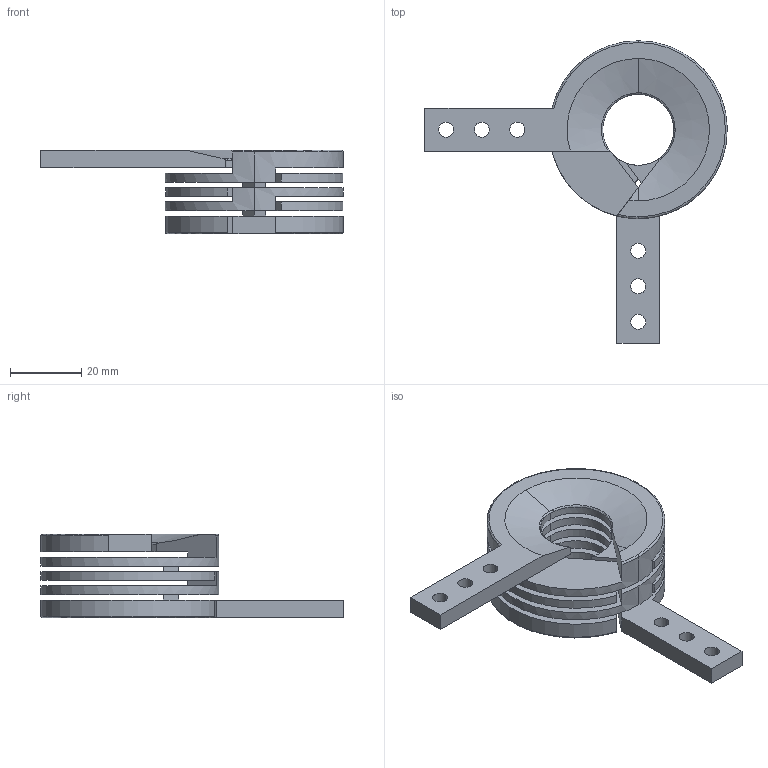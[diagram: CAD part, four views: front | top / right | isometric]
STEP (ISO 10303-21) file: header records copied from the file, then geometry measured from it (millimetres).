
FILE_DESCRIPTION(('STEP AP214'),'1');
FILE_NAME('Coil 4-75 turns M4 hole.stp','2022-11-29T14:19:13',('amell'),(' '),'Spatial InterOp 3D','CST ACIS InterOp Converter 2021',' ');
FILE_SCHEMA(('AUTOMOTIVE_DESIGN { 1 0 10303 214 1 1 1 1 }'));
Length unit declared in the file: millimetre
Products named in the file (1): component1|Coil
Bounding box: 85 x 85 x 23.5 mm (x, y, z)
Volume: 29086.9 mm3; surface area: 22041.3 mm2
Topology: 1 solids, 1 shells, 73 faces, 210 edges, 139 vertices
Faces by surface type: cylinder 32, plane 25, torus 9, cone 7
Entity records: 2591 total; most frequent: CARTESIAN_POINT 565, DIRECTION 440, ORIENTED_EDGE 420, EDGE_CURVE 210, AXIS2_PLACEMENT_3D 171, VERTEX_POINT 139, LINE 98, VECTOR 98
